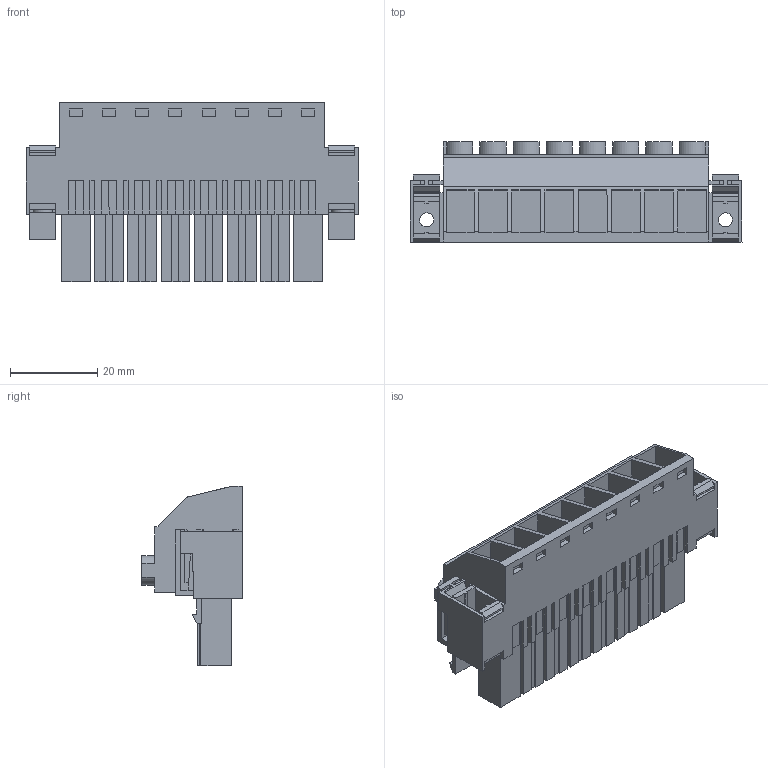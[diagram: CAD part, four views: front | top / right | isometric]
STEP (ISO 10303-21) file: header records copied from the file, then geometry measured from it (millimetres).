
FILE_DESCRIPTION(('CATIA V5 STEP','CAx-IF Rec.Pracs.--- Model Styling and Organization---1.4--- 2014-01-23'),'2;1');
FILE_NAME ('026891-2_0_1930110000_1930110000.stp','2023-09-25T12:54:32+00:00',('none'),('Weidmueller'),'CATIA Version 5-6 Release 2016 SP3 HF44','CATIA V5 STEP AP214','none');
FILE_SCHEMA(('AUTOMOTIVE_DESIGN { 1 0 10303 214 1 1 1 1 }'));
Length unit declared in the file: millimetre
Products named in the file (1): 1930110000
Bounding box: 76.2 x 23.1 x 41.15 mm (x, y, z)
Volume: 29253.3 mm3; surface area: 20005.1 mm2
Topology: 11 solids, 11 shells, 893 faces, 2475 edges, 1649 vertices
Faces by surface type: plane 829, cylinder 64
Entity records: 27430 total; most frequent: ORIENTED_EDGE 4950, CARTESIAN_POINT 4850, DIRECTION 3701, EDGE_CURVE 2475, VECTOR 2311, LINE 2311, VERTEX_POINT 1649, EDGE_LOOP 946
